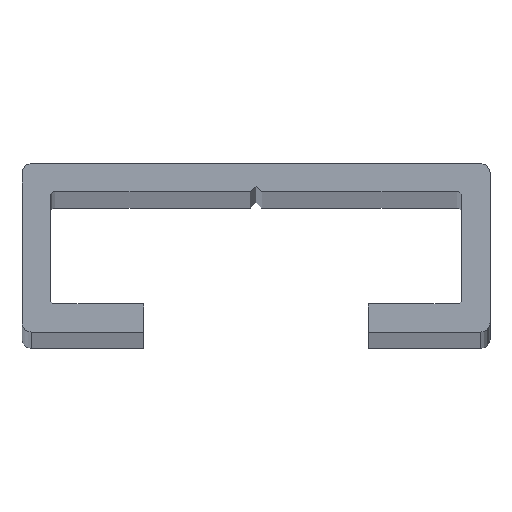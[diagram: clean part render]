
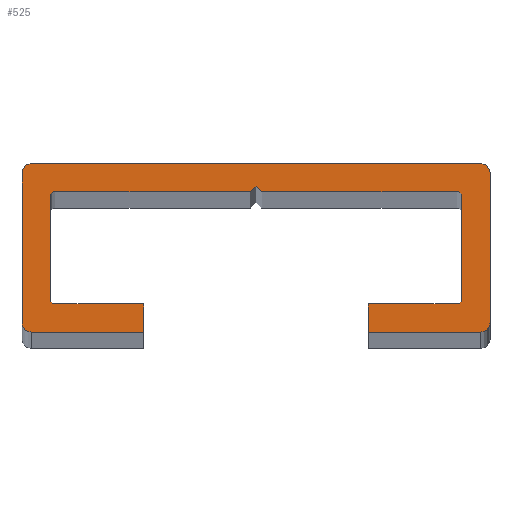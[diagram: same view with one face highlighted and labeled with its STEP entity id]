
A CAD part, top view. The second image highlights one B-rep face of the part: STEP entity #525.
In plain terms, the highlighted planar face has unit normal (0, 0, 1).
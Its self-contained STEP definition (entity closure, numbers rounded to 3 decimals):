
#45=DIRECTION('',(1.,0.,0.));
#46=VECTOR('',#45,4.75);
#47=CARTESIAN_POINT('',(-10.75,-7.5,250.));
#48=LINE('',#47,#46);
#49=DIRECTION('',(0.,-1.,0.));
#50=VECTOR('',#49,1.5);
#51=CARTESIAN_POINT('',(-6.,-7.5,250.));
#52=LINE('',#51,#50);
#57=DIRECTION('',(-1.,0.,0.));
#58=VECTOR('',#57,6.);
#59=CARTESIAN_POINT('',(-6.,-9.,250.));
#60=LINE('',#59,#58);
#65=CARTESIAN_POINT('',(-12.,-0.5,250.));
#66=DIRECTION('',(0.,0.,1.));
#67=DIRECTION('',(0.,1.,0.));
#68=AXIS2_PLACEMENT_3D('',#65,#66,#67);
#70=CARTESIAN_POINT('',(12.,-0.5,250.));
#71=DIRECTION('',(0.,0.,1.));
#72=DIRECTION('',(1.,0.,0.));
#73=AXIS2_PLACEMENT_3D('',#70,#71,#72);
#75=CARTESIAN_POINT('',(12.,-8.5,250.));
#76=DIRECTION('',(0.,0.,1.));
#77=DIRECTION('',(0.,-1.,0.));
#78=AXIS2_PLACEMENT_3D('',#75,#76,#77);
#80=CARTESIAN_POINT('',(10.75,-7.25,250.));
#81=DIRECTION('',(0.,0.,-1.));
#82=DIRECTION('',(1.,0.,0.));
#83=AXIS2_PLACEMENT_3D('',#80,#81,#82);
#85=CARTESIAN_POINT('',(10.75,-1.75,250.));
#86=DIRECTION('',(0.,0.,-1.));
#87=DIRECTION('',(0.,1.,0.));
#88=AXIS2_PLACEMENT_3D('',#85,#86,#87);
#90=DIRECTION('',(0.707,-0.707,0.));
#91=VECTOR('',#90,0.424);
#92=CARTESIAN_POINT('',(0.,-1.2,250.));
#93=LINE('',#92,#91);
#94=DIRECTION('',(0.707,0.707,0.));
#95=VECTOR('',#94,0.424);
#96=CARTESIAN_POINT('',(-0.3,-1.5,250.));
#97=LINE('',#96,#95);
#98=CARTESIAN_POINT('',(-10.75,-1.75,250.));
#99=DIRECTION('',(0.,0.,-1.));
#100=DIRECTION('',(-1.,0.,0.));
#101=AXIS2_PLACEMENT_3D('',#98,#99,#100);
#103=CARTESIAN_POINT('',(-10.75,-7.25,250.));
#104=DIRECTION('',(0.,0.,-1.));
#105=DIRECTION('',(0.,-1.,0.));
#106=AXIS2_PLACEMENT_3D('',#103,#104,#105);
#108=CARTESIAN_POINT('',(-12.,-8.5,250.));
#109=DIRECTION('',(0.,0.,1.));
#110=DIRECTION('',(-1.,0.,0.));
#111=AXIS2_PLACEMENT_3D('',#108,#109,#110);
#113=DIRECTION('',(0.,1.,0.));
#114=VECTOR('',#113,8.);
#115=CARTESIAN_POINT('',(-12.5,-8.5,250.));
#116=LINE('',#115,#114);
#225=DIRECTION('',(0.,-1.,0.));
#226=VECTOR('',#225,5.5);
#227=CARTESIAN_POINT('',(-11.,-1.75,250.));
#228=LINE('',#227,#226);
#237=DIRECTION('',(-1.,0.,0.));
#238=VECTOR('',#237,10.45);
#239=CARTESIAN_POINT('',(-0.3,-1.5,250.));
#240=LINE('',#239,#238);
#253=DIRECTION('',(-1.,0.,0.));
#254=VECTOR('',#253,10.45);
#255=CARTESIAN_POINT('',(10.75,-1.5,250.));
#256=LINE('',#255,#254);
#265=DIRECTION('',(0.,1.,0.));
#266=VECTOR('',#265,5.5);
#267=CARTESIAN_POINT('',(11.,-7.25,250.));
#268=LINE('',#267,#266);
#277=DIRECTION('',(1.,0.,0.));
#278=VECTOR('',#277,4.75);
#279=CARTESIAN_POINT('',(6.,-7.5,250.));
#280=LINE('',#279,#278);
#285=DIRECTION('',(0.,1.,0.));
#286=VECTOR('',#285,1.5);
#287=CARTESIAN_POINT('',(6.,-9.,250.));
#288=LINE('',#287,#286);
#293=DIRECTION('',(-1.,0.,0.));
#294=VECTOR('',#293,6.);
#295=CARTESIAN_POINT('',(12.,-9.,250.));
#296=LINE('',#295,#294);
#305=DIRECTION('',(0.,-1.,0.));
#306=VECTOR('',#305,8.);
#307=CARTESIAN_POINT('',(12.5,-0.5,250.));
#308=LINE('',#307,#306);
#317=DIRECTION('',(1.,0.,0.));
#318=VECTOR('',#317,24.);
#319=CARTESIAN_POINT('',(-12.,0.,250.));
#320=LINE('',#319,#318);
#341=CARTESIAN_POINT('',(-6.,-7.5,250.));
#342=CARTESIAN_POINT('',(-6.,-9.,250.));
#343=VERTEX_POINT('',#341);
#344=VERTEX_POINT('',#342);
#353=CARTESIAN_POINT('',(10.75,-1.5,250.));
#354=CARTESIAN_POINT('',(0.3,-1.5,250.));
#355=VERTEX_POINT('',#353);
#356=VERTEX_POINT('',#354);
#357=CARTESIAN_POINT('',(-12.,-9.,250.));
#358=VERTEX_POINT('',#357);
#363=CARTESIAN_POINT('',(-11.,-1.75,250.));
#364=VERTEX_POINT('',#363);
#365=CARTESIAN_POINT('',(-11.,-7.25,250.));
#366=VERTEX_POINT('',#365);
#369=CARTESIAN_POINT('',(0.,-1.2,250.));
#370=VERTEX_POINT('',#369);
#375=CARTESIAN_POINT('',(-0.3,-1.5,250.));
#376=VERTEX_POINT('',#375);
#377=CARTESIAN_POINT('',(-10.75,-7.5,250.));
#378=VERTEX_POINT('',#377);
#383=CARTESIAN_POINT('',(-12.5,-8.5,250.));
#384=VERTEX_POINT('',#383);
#385=CARTESIAN_POINT('',(-12.5,-0.5,250.));
#386=VERTEX_POINT('',#385);
#393=CARTESIAN_POINT('',(11.,-1.75,250.));
#394=VERTEX_POINT('',#393);
#395=CARTESIAN_POINT('',(-10.75,-1.5,250.));
#396=VERTEX_POINT('',#395);
#397=CARTESIAN_POINT('',(6.,-7.5,250.));
#398=CARTESIAN_POINT('',(10.75,-7.5,250.));
#399=VERTEX_POINT('',#397);
#400=VERTEX_POINT('',#398);
#405=CARTESIAN_POINT('',(6.,-9.,250.));
#406=VERTEX_POINT('',#405);
#407=CARTESIAN_POINT('',(11.,-7.25,250.));
#408=VERTEX_POINT('',#407);
#409=CARTESIAN_POINT('',(-12.,0.,250.));
#411=VERTEX_POINT('',#409);
#413=CARTESIAN_POINT('',(12.,0.,250.));
#414=VERTEX_POINT('',#413);
#418=CARTESIAN_POINT('',(12.5,-8.5,250.));
#420=VERTEX_POINT('',#418);
#423=CARTESIAN_POINT('',(12.5,-0.5,250.));
#424=VERTEX_POINT('',#423);
#427=CARTESIAN_POINT('',(12.,-9.,250.));
#428=VERTEX_POINT('',#427);
#475=CARTESIAN_POINT('',(-10.75,-7.25,250.));
#476=DIRECTION('',(0.,0.,1.));
#477=DIRECTION('',(1.,0.,0.));
#478=AXIS2_PLACEMENT_3D('',#475,#476,#477);
#479=PLANE('',#478);
#481=ORIENTED_EDGE('',*,*,#480,.T.);
#483=ORIENTED_EDGE('',*,*,#482,.F.);
#485=ORIENTED_EDGE('',*,*,#484,.T.);
#487=ORIENTED_EDGE('',*,*,#486,.F.);
#489=ORIENTED_EDGE('',*,*,#488,.T.);
#491=ORIENTED_EDGE('',*,*,#490,.F.);
#493=ORIENTED_EDGE('',*,*,#492,.T.);
#495=ORIENTED_EDGE('',*,*,#494,.T.);
#497=ORIENTED_EDGE('',*,*,#496,.T.);
#499=ORIENTED_EDGE('',*,*,#498,.F.);
#501=ORIENTED_EDGE('',*,*,#500,.T.);
#503=ORIENTED_EDGE('',*,*,#502,.F.);
#505=ORIENTED_EDGE('',*,*,#504,.T.);
#507=ORIENTED_EDGE('',*,*,#506,.F.);
#509=ORIENTED_EDGE('',*,*,#508,.F.);
#511=ORIENTED_EDGE('',*,*,#510,.T.);
#513=ORIENTED_EDGE('',*,*,#512,.F.);
#515=ORIENTED_EDGE('',*,*,#514,.T.);
#517=ORIENTED_EDGE('',*,*,#516,.F.);
#518=ORIENTED_EDGE('',*,*,#436,.T.);
#519=ORIENTED_EDGE('',*,*,#452,.T.);
#520=ORIENTED_EDGE('',*,*,#465,.T.);
#522=ORIENTED_EDGE('',*,*,#521,.F.);
#523=EDGE_LOOP('',(#481,#483,#485,#487,#489,#491,#493,#495,#497,#499,#501,#503,
#505,#507,#509,#511,#513,#515,#517,#518,#519,#520,#522));
#524=FACE_OUTER_BOUND('',#523,.F.);
#525=ADVANCED_FACE('',(#524),#479,.T.);
#69=CIRCLE('',#68,0.5);
#74=CIRCLE('',#73,0.5);
#79=CIRCLE('',#78,0.5);
#84=CIRCLE('',#83,0.25);
#89=CIRCLE('',#88,0.25);
#102=CIRCLE('',#101,0.25);
#107=CIRCLE('',#106,0.25);
#112=CIRCLE('',#111,0.5);
#436=EDGE_CURVE('',#378,#343,#48,.T.);
#452=EDGE_CURVE('',#343,#344,#52,.T.);
#465=EDGE_CURVE('',#344,#358,#60,.T.);
#480=EDGE_CURVE('',#384,#386,#116,.T.);
#482=EDGE_CURVE('',#411,#386,#69,.T.);
#484=EDGE_CURVE('',#411,#414,#320,.T.);
#486=EDGE_CURVE('',#424,#414,#74,.T.);
#488=EDGE_CURVE('',#424,#420,#308,.T.);
#490=EDGE_CURVE('',#428,#420,#79,.T.);
#492=EDGE_CURVE('',#428,#406,#296,.T.);
#494=EDGE_CURVE('',#406,#399,#288,.T.);
#496=EDGE_CURVE('',#399,#400,#280,.T.);
#498=EDGE_CURVE('',#408,#400,#84,.T.);
#500=EDGE_CURVE('',#408,#394,#268,.T.);
#502=EDGE_CURVE('',#355,#394,#89,.T.);
#504=EDGE_CURVE('',#355,#356,#256,.T.);
#506=EDGE_CURVE('',#370,#356,#93,.T.);
#508=EDGE_CURVE('',#376,#370,#97,.T.);
#510=EDGE_CURVE('',#376,#396,#240,.T.);
#512=EDGE_CURVE('',#364,#396,#102,.T.);
#514=EDGE_CURVE('',#364,#366,#228,.T.);
#516=EDGE_CURVE('',#378,#366,#107,.T.);
#521=EDGE_CURVE('',#384,#358,#112,.T.);
